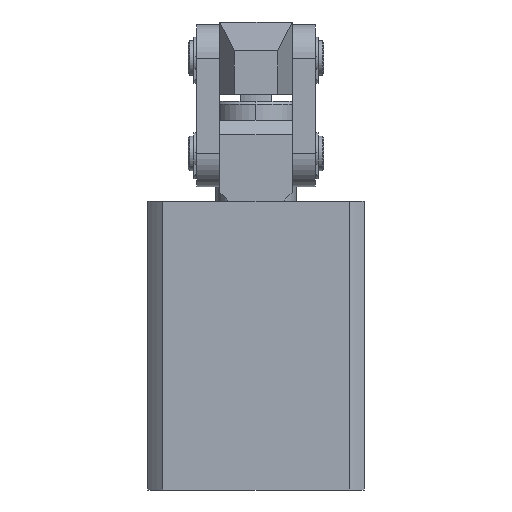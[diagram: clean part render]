
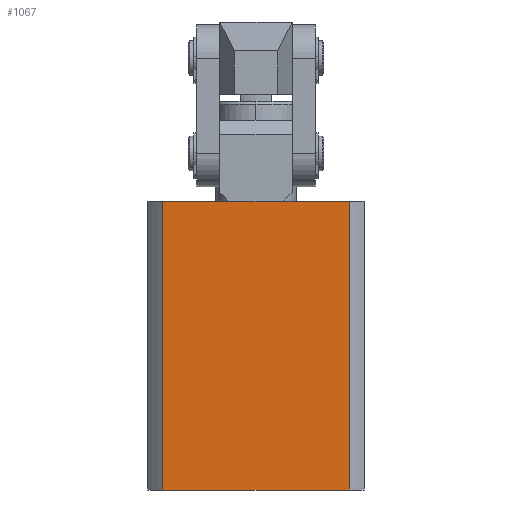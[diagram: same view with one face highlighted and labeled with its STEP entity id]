
A CAD part, left-side view. The second image highlights one B-rep face of the part: STEP entity #1067.
In plain terms, the highlighted planar face has unit normal (-1, 0, 0).
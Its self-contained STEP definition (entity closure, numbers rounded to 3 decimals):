
#227 = EDGE_LOOP ( 'NONE', ( #5022, #5021, #5020, #5019 ) ) ;
#1067 = ADVANCED_FACE ( 'NONE', ( #5624 ), #7548, .F. ) ;
#2042 = EDGE_CURVE ( 'NONE', #3454, #3352, #5768, .T. ) ;
#2044 = EDGE_CURVE ( 'NONE', #3455, #3411, #5772, .T. ) ;
#2045 = EDGE_CURVE ( 'NONE', #3454, #3455, #5770, .T. ) ;
#2292 = EDGE_CURVE ( 'NONE', #3352, #3411, #4047, .T. ) ;
#2744 = AXIS2_PLACEMENT_3D ( 'NONE', #7546, #7551, #7552 ) ;
#3352 = VERTEX_POINT ( 'NONE', #8292 ) ;
#3411 = VERTEX_POINT ( 'NONE', #8351 ) ;
#3454 = VERTEX_POINT ( 'NONE', #8394 ) ;
#3455 = VERTEX_POINT ( 'NONE', #8395 ) ;
#4047 = LINE ( 'NONE', #4816, #4049 ) ;
#4049 = VECTOR ( 'NONE', #4817, 1000. ) ;
#4816 = CARTESIAN_POINT ( 'NONE',  ( -37.5, 0., 0. ) ) ;
#4817 = DIRECTION ( 'NONE',  ( 0., -1., 0. ) ) ;
#5019 = ORIENTED_EDGE ( 'NONE', *, *, #2042, .T. ) ;
#5020 = ORIENTED_EDGE ( 'NONE', *, *, #2045, .F. ) ;
#5021 = ORIENTED_EDGE ( 'NONE', *, *, #2044, .F. ) ;
#5022 = ORIENTED_EDGE ( 'NONE', *, *, #2292, .T. ) ;
#5624 = FACE_OUTER_BOUND ( 'NONE', #227, .T. ) ;
#5768 = LINE ( 'NONE', #6623, #5771 ) ;
#5770 = LINE ( 'NONE', #6626, #5776 ) ;
#5771 = VECTOR ( 'NONE', #6625, 1000. ) ;
#5772 = LINE ( 'NONE', #6624, #5774 ) ;
#5774 = VECTOR ( 'NONE', #6621, 1000. ) ;
#5776 = VECTOR ( 'NONE', #6631, 1000. ) ;
#6621 = DIRECTION ( 'NONE',  ( 0., 0., -1. ) ) ;
#6623 = CARTESIAN_POINT ( 'NONE',  ( -37.5, 32.311, 100. ) ) ;
#6624 = CARTESIAN_POINT ( 'NONE',  ( -37.5, -32.311, 100. ) ) ;
#6625 = DIRECTION ( 'NONE',  ( 0., 0., -1. ) ) ;
#6626 = CARTESIAN_POINT ( 'NONE',  ( -37.5, 0., 100. ) ) ;
#6631 = DIRECTION ( 'NONE',  ( 0., -1., 0. ) ) ;
#7546 = CARTESIAN_POINT ( 'NONE',  ( -37.5, 0., 100. ) ) ;
#7548 = PLANE ( 'NONE',  #2744 ) ;
#7551 = DIRECTION ( 'NONE',  ( 1., 0., 0. ) ) ;
#7552 = DIRECTION ( 'NONE',  ( 0., 0., -1. ) ) ;
#8292 = CARTESIAN_POINT ( 'NONE',  ( -37.5, 32.311, 0. ) ) ;
#8351 = CARTESIAN_POINT ( 'NONE',  ( -37.5, -32.311, 0. ) ) ;
#8394 = CARTESIAN_POINT ( 'NONE',  ( -37.5, 32.311, 100. ) ) ;
#8395 = CARTESIAN_POINT ( 'NONE',  ( -37.5, -32.311, 100. ) ) ;
